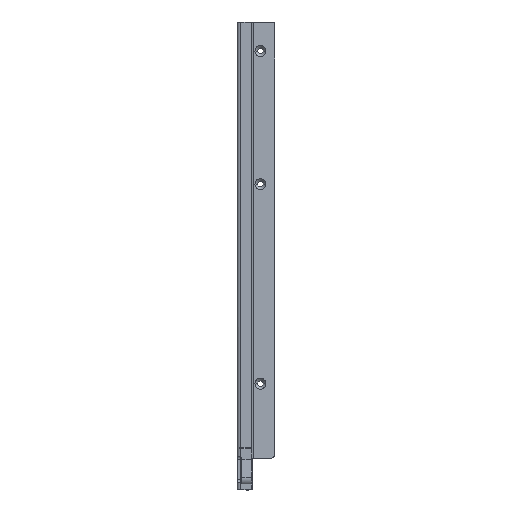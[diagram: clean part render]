
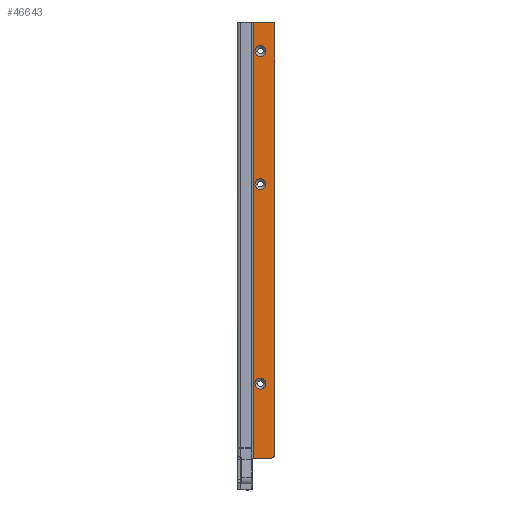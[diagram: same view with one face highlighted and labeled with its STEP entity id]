
A CAD part, front view. The second image highlights one B-rep face of the part: STEP entity #46643.
In plain terms, the highlighted face is planar.
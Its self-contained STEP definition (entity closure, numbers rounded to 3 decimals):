
#325 = CARTESIAN_POINT ( 'NONE',  ( 10.5, -9.5, 102. ) ) ;
#964 = EDGE_LOOP ( 'NONE', ( #21753, #5099 ) ) ;
#1122 = CARTESIAN_POINT ( 'NONE',  ( 10.5, -9.5, 102. ) ) ;
#1819 = VERTEX_POINT ( 'NONE', #23163 ) ;
#2181 = DIRECTION ( 'NONE',  ( 0., 0., -1. ) ) ;
#2434 = CARTESIAN_POINT ( 'NONE',  ( 24.5, -9.5, 450. ) ) ;
#2563 = EDGE_CURVE ( 'NONE', #20225, #40433, #13188, .T. ) ;
#3378 = VERTEX_POINT ( 'NONE', #10684 ) ;
#3421 = CARTESIAN_POINT ( 'NONE',  ( 10.5, -9.5, 294. ) ) ;
#4880 = LINE ( 'NONE', #43115, #37552 ) ;
#4900 = ORIENTED_EDGE ( 'NONE', *, *, #19043, .T. ) ;
#4957 = CARTESIAN_POINT ( 'NONE',  ( 24.5, -9.5, 33.594 ) ) ;
#5099 = ORIENTED_EDGE ( 'NONE', *, *, #11259, .T. ) ;
#6095 = VERTEX_POINT ( 'NONE', #51699 ) ;
#6169 = CIRCLE ( 'NONE', #25533, 5.25 ) ;
#7293 = DIRECTION ( 'NONE',  ( -1., 0., 0. ) ) ;
#7459 = DIRECTION ( 'NONE',  ( 0., 0., 1. ) ) ;
#7682 = CIRCLE ( 'NONE', #20857, 3. ) ;
#8275 = EDGE_CURVE ( 'NONE', #13975, #1819, #21117, .T. ) ;
#9038 = CARTESIAN_POINT ( 'NONE',  ( 24.5, -9.5, 450. ) ) ;
#10684 = CARTESIAN_POINT ( 'NONE',  ( 15.75, -9.5, 422. ) ) ;
#11076 = CARTESIAN_POINT ( 'NONE',  ( 10.5, -9.5, 294. ) ) ;
#11259 = EDGE_CURVE ( 'NONE', #13146, #3378, #42142, .T. ) ;
#11462 = FACE_BOUND ( 'NONE', #52082, .T. ) ;
#12565 = VECTOR ( 'NONE', #32285, 1000. ) ;
#12606 = CARTESIAN_POINT ( 'NONE',  ( 21.502, -9.5, 450. ) ) ;
#13146 = VERTEX_POINT ( 'NONE', #17524 ) ;
#13188 = LINE ( 'NONE', #9038, #12565 ) ;
#13861 = VECTOR ( 'NONE', #7459, 1000. ) ;
#13975 = VERTEX_POINT ( 'NONE', #47699 ) ;
#14898 = ORIENTED_EDGE ( 'NONE', *, *, #43557, .T. ) ;
#15205 = LINE ( 'NONE', #19574, #13861 ) ;
#15625 = DIRECTION ( 'NONE',  ( 1., 0., 0. ) ) ;
#15663 = VERTEX_POINT ( 'NONE', #4957 ) ;
#16101 = CARTESIAN_POINT ( 'NONE',  ( 3.5, -9.5, 30. ) ) ;
#17524 = CARTESIAN_POINT ( 'NONE',  ( 5.25, -9.5, 422. ) ) ;
#17934 = DIRECTION ( 'NONE',  ( 0., 1., 0. ) ) ;
#18415 = AXIS2_PLACEMENT_3D ( 'NONE', #23716, #28404, #36639 ) ;
#18544 = VECTOR ( 'NONE', #2181, 1000. ) ;
#19043 = EDGE_CURVE ( 'NONE', #36540, #44803, #19740, .T. ) ;
#19574 = CARTESIAN_POINT ( 'NONE',  ( 3.5, -9.5, 450. ) ) ;
#19616 = DIRECTION ( 'NONE',  ( -1., 0., 0. ) ) ;
#19740 = LINE ( 'NONE', #40091, #20446 ) ;
#19870 = ORIENTED_EDGE ( 'NONE', *, *, #2563, .F. ) ;
#20204 = DIRECTION ( 'NONE',  ( -1., 0., 0. ) ) ;
#20225 = VERTEX_POINT ( 'NONE', #31679 ) ;
#20394 = AXIS2_PLACEMENT_3D ( 'NONE', #3421, #28727, #7293 ) ;
#20446 = VECTOR ( 'NONE', #15625, 1000. ) ;
#20783 = CIRCLE ( 'NONE', #36593, 5. ) ;
#20857 = AXIS2_PLACEMENT_3D ( 'NONE', #48309, #51913, #35620 ) ;
#20895 = AXIS2_PLACEMENT_3D ( 'NONE', #32633, #48618, #32342 ) ;
#21117 = CIRCLE ( 'NONE', #48372, 5.25 ) ;
#21213 = DIRECTION ( 'NONE',  ( 0., 1., 0. ) ) ;
#21753 = ORIENTED_EDGE ( 'NONE', *, *, #27508, .T. ) ;
#23163 = CARTESIAN_POINT ( 'NONE',  ( 5.25, -9.5, 102. ) ) ;
#23716 = CARTESIAN_POINT ( 'NONE',  ( 10.5, -9.5, 422. ) ) ;
#23752 = EDGE_CURVE ( 'NONE', #6095, #25629, #4880, .T. ) ;
#23946 = EDGE_CURVE ( 'NONE', #25629, #40433, #7682, .T. ) ;
#23957 = CARTESIAN_POINT ( 'NONE',  ( 24.486, -9.5, 447.314 ) ) ;
#23966 = ORIENTED_EDGE ( 'NONE', *, *, #23946, .T. ) ;
#25533 = AXIS2_PLACEMENT_3D ( 'NONE', #325, #21213, #46284 ) ;
#25552 = ORIENTED_EDGE ( 'NONE', *, *, #48847, .T. ) ;
#25629 = VERTEX_POINT ( 'NONE', #23957 ) ;
#25863 = ORIENTED_EDGE ( 'NONE', *, *, #34998, .T. ) ;
#26066 = DIRECTION ( 'NONE',  ( -0.105, 0., 0.995 ) ) ;
#27070 = DIRECTION ( 'NONE',  ( 0., 1., 0. ) ) ;
#27152 = CIRCLE ( 'NONE', #53531, 5.25 ) ;
#27448 = CIRCLE ( 'NONE', #20394, 5.25 ) ;
#27508 = EDGE_CURVE ( 'NONE', #3378, #13146, #27152, .T. ) ;
#28404 = DIRECTION ( 'NONE',  ( 0., 1., 0. ) ) ;
#28727 = DIRECTION ( 'NONE',  ( 0., 1., 0. ) ) ;
#29592 = EDGE_CURVE ( 'NONE', #6095, #15663, #43217, .T. ) ;
#30904 = VERTEX_POINT ( 'NONE', #40274 ) ;
#31529 = EDGE_CURVE ( 'NONE', #36540, #20225, #15205, .T. ) ;
#31679 = CARTESIAN_POINT ( 'NONE',  ( 3.5, -9.5, 450. ) ) ;
#31707 = AXIS2_PLACEMENT_3D ( 'NONE', #11076, #27070, #19616 ) ;
#32285 = DIRECTION ( 'NONE',  ( 1., 0., 0. ) ) ;
#32342 = DIRECTION ( 'NONE',  ( 0., 0., -1. ) ) ;
#32633 = CARTESIAN_POINT ( 'NONE',  ( 24.5, -9.5, 450. ) ) ;
#32866 = DIRECTION ( 'NONE',  ( 0., 1., 0. ) ) ;
#32867 = EDGE_LOOP ( 'NONE', ( #54497, #25552 ) ) ;
#33833 = ORIENTED_EDGE ( 'NONE', *, *, #31529, .F. ) ;
#34679 = DIRECTION ( 'NONE',  ( -1., 0., 0. ) ) ;
#34998 = EDGE_CURVE ( 'NONE', #30904, #41305, #39642, .T. ) ;
#35620 = DIRECTION ( 'NONE',  ( 0., 0., 1. ) ) ;
#36540 = VERTEX_POINT ( 'NONE', #16101 ) ;
#36593 = AXIS2_PLACEMENT_3D ( 'NONE', #41651, #41357, #41085 ) ;
#36639 = DIRECTION ( 'NONE',  ( -1., 0., 0. ) ) ;
#36752 = FACE_OUTER_BOUND ( 'NONE', #44420, .T. ) ;
#37552 = VECTOR ( 'NONE', #26066, 1000. ) ;
#38877 = CARTESIAN_POINT ( 'NONE',  ( 19.702, -9.5, 30. ) ) ;
#39060 = ORIENTED_EDGE ( 'NONE', *, *, #52990, .T. ) ;
#39642 = CIRCLE ( 'NONE', #31707, 5.25 ) ;
#40091 = CARTESIAN_POINT ( 'NONE',  ( 24.5, -9.5, 30. ) ) ;
#40274 = CARTESIAN_POINT ( 'NONE',  ( 15.75, -9.5, 294. ) ) ;
#40433 = VERTEX_POINT ( 'NONE', #12606 ) ;
#41085 = DIRECTION ( 'NONE',  ( 0., 0., 1. ) ) ;
#41243 = ORIENTED_EDGE ( 'NONE', *, *, #23752, .T. ) ;
#41305 = VERTEX_POINT ( 'NONE', #43066 ) ;
#41357 = DIRECTION ( 'NONE',  ( 0., -1., 0. ) ) ;
#41651 = CARTESIAN_POINT ( 'NONE',  ( 19.702, -9.5, 35. ) ) ;
#42142 = CIRCLE ( 'NONE', #18415, 5.25 ) ;
#43066 = CARTESIAN_POINT ( 'NONE',  ( 5.25, -9.5, 294. ) ) ;
#43115 = CARTESIAN_POINT ( 'NONE',  ( 24.486, -9.5, 447.314 ) ) ;
#43217 = LINE ( 'NONE', #2434, #18544 ) ;
#43236 = ORIENTED_EDGE ( 'NONE', *, *, #29592, .F. ) ;
#43557 = EDGE_CURVE ( 'NONE', #44803, #15663, #20783, .T. ) ;
#44420 = EDGE_LOOP ( 'NONE', ( #33833, #4900, #14898, #43236, #41243, #23966, #19870 ) ) ;
#44803 = VERTEX_POINT ( 'NONE', #38877 ) ;
#45016 = CARTESIAN_POINT ( 'NONE',  ( 10.5, -9.5, 422. ) ) ;
#45046 = PLANE ( 'NONE',  #20895 ) ;
#46284 = DIRECTION ( 'NONE',  ( -1., 0., 0. ) ) ;
#46643 = ADVANCED_FACE ( 'NONE', ( #53323, #11462, #53872, #36752 ), #45046, .F. ) ;
#47699 = CARTESIAN_POINT ( 'NONE',  ( 15.75, -9.5, 102. ) ) ;
#48309 = CARTESIAN_POINT ( 'NONE',  ( 21.502, -9.5, 447. ) ) ;
#48372 = AXIS2_PLACEMENT_3D ( 'NONE', #1122, #17934, #34679 ) ;
#48618 = DIRECTION ( 'NONE',  ( 0., 1., 0. ) ) ;
#48847 = EDGE_CURVE ( 'NONE', #1819, #13975, #6169, .T. ) ;
#51699 = CARTESIAN_POINT ( 'NONE',  ( 24.5, -9.5, 447.182 ) ) ;
#51913 = DIRECTION ( 'NONE',  ( 0., -1., 0. ) ) ;
#52082 = EDGE_LOOP ( 'NONE', ( #25863, #39060 ) ) ;
#52990 = EDGE_CURVE ( 'NONE', #41305, #30904, #27448, .T. ) ;
#53323 = FACE_BOUND ( 'NONE', #964, .T. ) ;
#53531 = AXIS2_PLACEMENT_3D ( 'NONE', #45016, #32866, #20204 ) ;
#53872 = FACE_BOUND ( 'NONE', #32867, .T. ) ;
#54497 = ORIENTED_EDGE ( 'NONE', *, *, #8275, .T. ) ;
